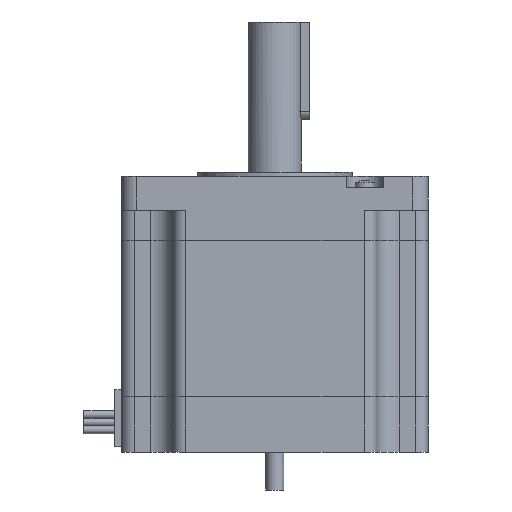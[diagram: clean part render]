
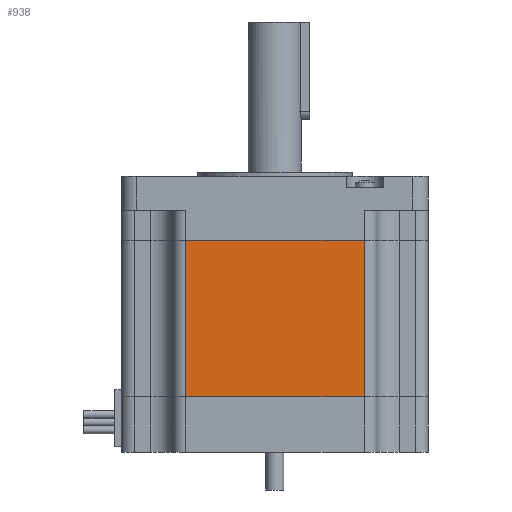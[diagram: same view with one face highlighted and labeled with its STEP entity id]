
A CAD part, front view. The second image highlights one B-rep face of the part: STEP entity #938.
In plain terms, the highlighted planar face has unit normal (0, -1, 0).
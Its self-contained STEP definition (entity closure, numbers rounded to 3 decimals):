
#114=CARTESIAN_POINT('',(-32.05,-55.0,-28.));
#115=VERTEX_POINT('',#114);
#123=CARTESIAN_POINT('',(-32.05,-55.0,28.));
#124=VERTEX_POINT('',#123);
#125=CARTESIAN_POINT('',(-32.05,-55.0,-28.));
#126=DIRECTION('',(0.0,0.0,1.0));
#127=VECTOR('',#126,56.);
#128=LINE('',#125,#127);
#129=EDGE_CURVE('',#115,#124,#128,.T.);
#186=CARTESIAN_POINT('',(32.05,-55.0,28.));
#187=VERTEX_POINT('',#186);
#188=CARTESIAN_POINT('',(32.05,-55.0,28.));
#189=DIRECTION('',(-1.0,0.0,0.0));
#190=VECTOR('',#189,64.1);
#191=LINE('',#188,#190);
#192=EDGE_CURVE('',#187,#124,#191,.T.);
#381=CARTESIAN_POINT('',(32.05,-55.0,-28.));
#382=VERTEX_POINT('',#381);
#383=CARTESIAN_POINT('',(32.05,-55.0,28.));
#384=DIRECTION('',(0.0,0.0,-1.0));
#385=VECTOR('',#384,56.);
#386=LINE('',#383,#385);
#387=EDGE_CURVE('',#187,#382,#386,.T.);
#600=CARTESIAN_POINT('',(-32.05,-55.0,-28.));
#601=DIRECTION('',(1.0,0.0,0.0));
#602=VECTOR('',#601,64.1);
#603=LINE('',#600,#602);
#604=EDGE_CURVE('',#115,#382,#603,.T.);
#927=CARTESIAN_POINT('',(55.0,-55.0,0.0));
#928=DIRECTION('',(0.0,-1.0,0.0));
#929=DIRECTION('',(0.0,0.0,-1.0));
#930=AXIS2_PLACEMENT_3D('',#927,#928,#929);
#931=PLANE('',#930);
#932=ORIENTED_EDGE('',*,*,#129,.F.);
#933=ORIENTED_EDGE('',*,*,#604,.T.);
#934=ORIENTED_EDGE('',*,*,#387,.F.);
#935=ORIENTED_EDGE('',*,*,#192,.T.);
#936=EDGE_LOOP('',(#932,#933,#934,#935));
#937=FACE_OUTER_BOUND('',#936,.T.);
#938=ADVANCED_FACE('',(#937),#931,.T.);
